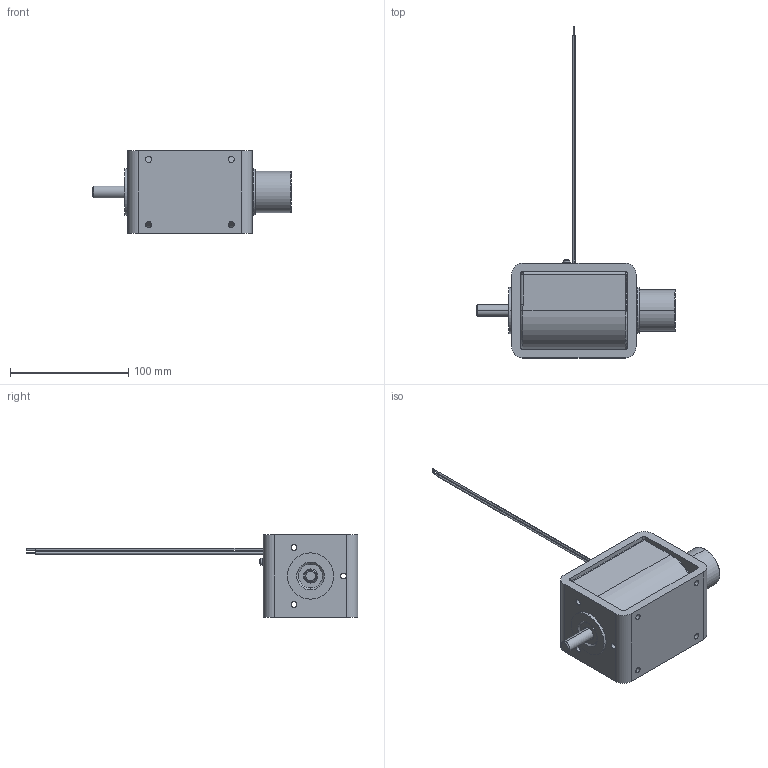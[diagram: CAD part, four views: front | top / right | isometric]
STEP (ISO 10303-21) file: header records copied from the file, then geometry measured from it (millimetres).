
FILE_DESCRIPTION (( 'STEP AP214' ), '1' );
FILE_NAME ('Rahmen-Hubmagnet-43070001-external.STEP', '2021-09-27T11:17:24', ( '' ), ( '' ), 'SwSTEP 2.0', 'SolidWorks 2018', '' );
FILE_SCHEMA (( 'AUTOMOTIVE_DESIGN' ));
Length unit declared in the file: millimetre
Products named in the file (1): Rahmen-Hubmagnet-43070001-external
Bounding box: 168 x 280.29 x 70 mm (x, y, z)
Surface area: 86428.2 mm2 (no closed solid volume)
Topology: 0 solids, 23 shells, 148 faces, 577 edges, 455 vertices
Faces by surface type: cylinder 83, plane 41, cone 10, torus 8, bspline 4, sphere 2
Entity records: 9130 total; most frequent: CARTESIAN_POINT 2562, DIRECTION 1078, ORIENTED_EDGE 850, EDGE_CURVE 577, VERTEX_POINT 455, AXIS2_PLACEMENT_3D 431, CIRCLE 286, VECTOR 216
